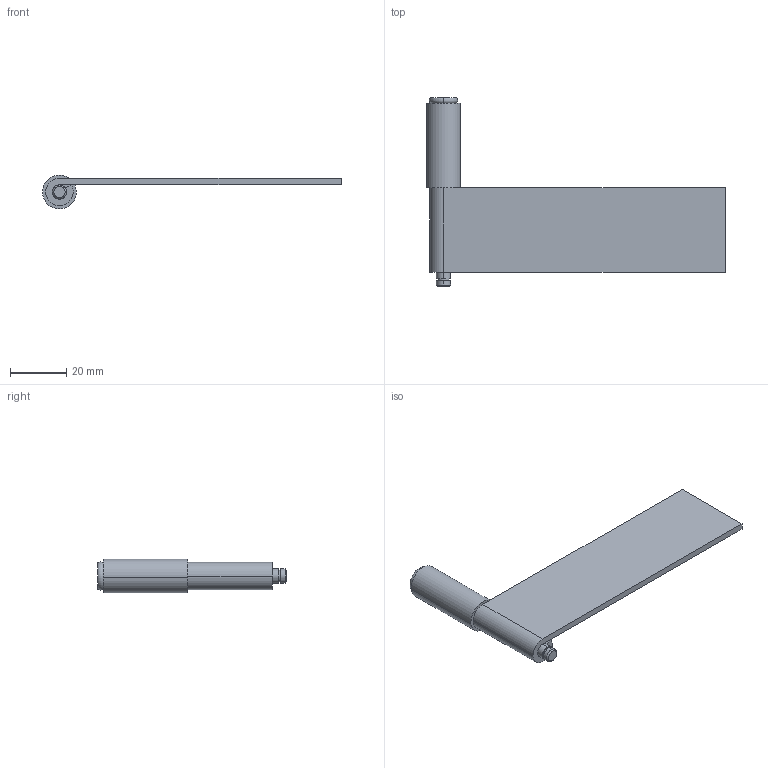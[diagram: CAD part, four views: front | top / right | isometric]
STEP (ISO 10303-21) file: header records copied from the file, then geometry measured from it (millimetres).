
FILE_DESCRIPTION (( 'STEP AP203' ), '1' );
FILE_NAME ('B-527-A-4.STEP', '2007-02-15T07:04:18', ( ' ' ), ( ' ' ), 'SwSTEP 2.0', 'SolidWorks 2006104', '' );
FILE_SCHEMA (( 'CONFIG_CONTROL_DESIGN' ));
Length unit declared in the file: millimetre
Products named in the file (4): B-527-A-4; B-520-A-4_僺儞_棉太倌; B-527-A-4_儃僗_棉太倌; B-527-A-4_僴僱_棉太倌
Assembly tree (3 placements, depth 2):
  B-527-A-4
    B-520-A-4_僺儞_棉太倌
    B-527-A-4_僴僱_棉太倌
    B-527-A-4_儃僗_棉太倌
Bounding box: 105.99 x 67 x 11.97 mm (x, y, z)
Volume: 12438.7 mm3; surface area: 10876.2 mm2
Topology: 3 solids, 3 shells, 33 faces, 70 edges, 46 vertices
Faces by surface type: cylinder 16, plane 13, cone 2, torus 2
Entity records: 1326 total; most frequent: DIRECTION 188, CARTESIAN_POINT 155, ORIENTED_EDGE 140, AXIS2_PLACEMENT_3D 79, EDGE_CURVE 70, VERTEX_POINT 46, CIRCLE 40, EDGE_LOOP 38
